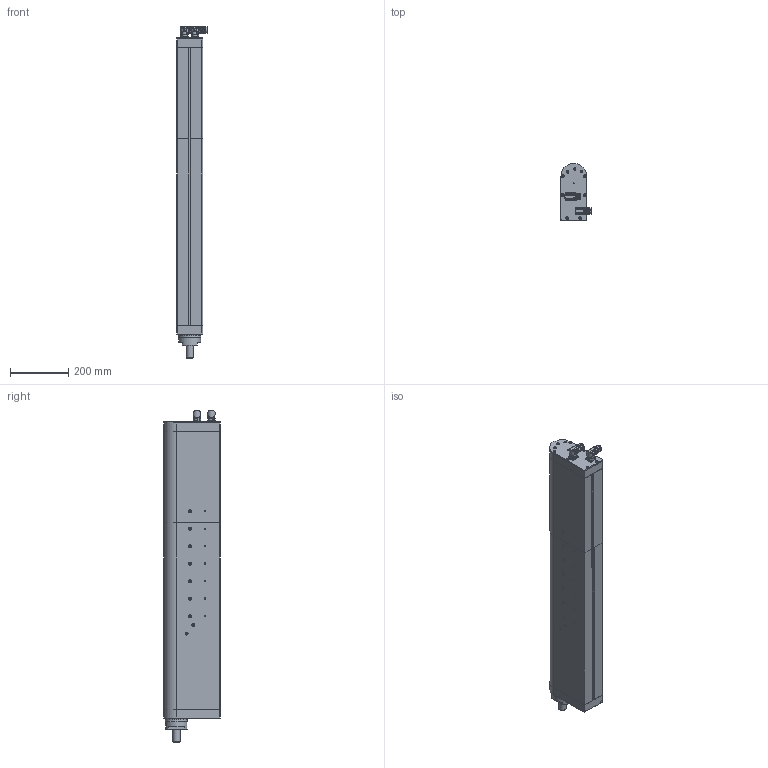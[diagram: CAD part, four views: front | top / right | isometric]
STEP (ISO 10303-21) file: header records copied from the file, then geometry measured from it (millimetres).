
FILE_DESCRIPTION (( 'STEP AP214' ), '1' );
FILE_NAME ('0186-0938_220906_PR02-88x76-C_48x240F-HP-C-300-L00_MS0x_TS00.STEP', '2022-09-06T05:44:30', ( '' ), ( '' ), 'SwSTEP 2.0', 'SolidWorks 2022', '' );
FILE_SCHEMA (( 'AUTOMOTIVE_DESIGN' ));
Length unit declared in the file: millimetre
Products named in the file (3): 0186-0938_220906_PR02-88x76-C_48x240F-HP-C-300-L00_MS0x_TS00; stator_PR02-88x76-C_48x240F-C-300-L00_MSxx_TS00; RS02h-DA-25x612-L01
Assembly tree (2 placements, depth 2):
  0186-0938_220906_PR02-88x76-C_48x240F-HP-C-300-L00_MS0x_TS00
    stator_PR02-88x76-C_48x240F-C-300-L00_MSxx_TS00
    RS02h-DA-25x612-L01
Bounding box: 103.46 x 195 x 1139.62 mm (x, y, z)
Volume: 16673853 mm3; surface area: 805391.4 mm2
Topology: 43 solids, 45 shells, 3900 faces, 9767 edges, 6014 vertices
Faces by surface type: plane 1342, cylinder 1235, cone 896, bspline 371, torus 47, sphere 9
Full cylindrical faces by diameter (mm): 1 x20, 1.2 x10, 1.5 x10, 1.8 x10, 2 x16, 2.05 x8, 2.5 x1, 2.6 x8, 2.7 x8, 2.8 x10, 2.9 x8, 4 x72, 4.2 x4, 4.3 x6, 4.5 x17, 5 x22, 5.5 x9, 5.7 x9, 6 x5, 6.4 x4, 6.8 x5, 8 x2, 8.4 x8, 9.5 x9, 10 x13, 10.5 x4, 11.8 x1, 13 x2, 14.5 x2, 17.3 x2
Entity records: 152467 total; most frequent: CARTESIAN_POINT 62694, ORIENTED_EDGE 17731, DIRECTION 15138, EDGE_CURVE 8868, VERTEX_POINT 5691, AXIS2_PLACEMENT_3D 5634, EDGE_LOOP 4586, FACE_OUTER_BOUND 4174
